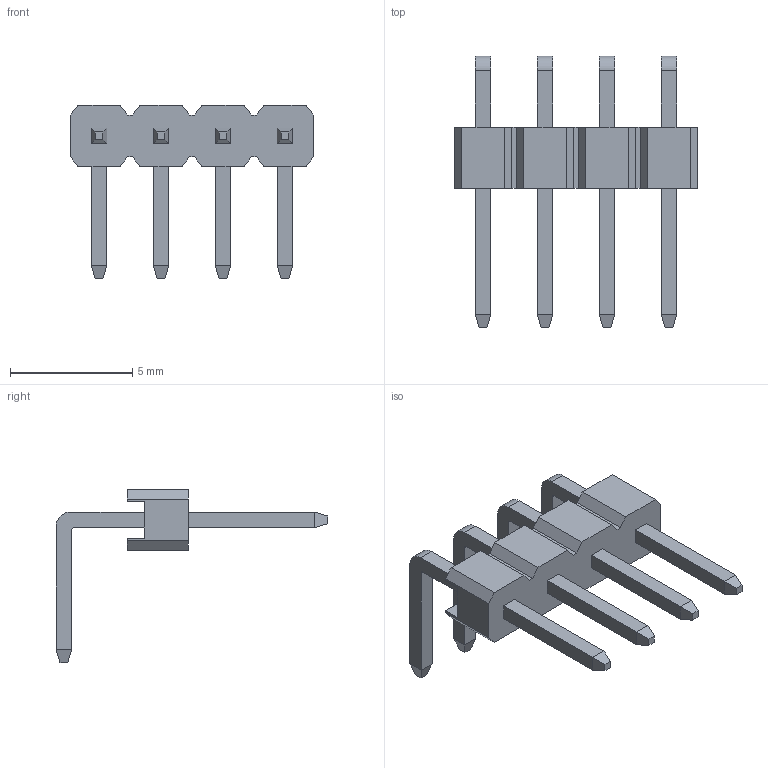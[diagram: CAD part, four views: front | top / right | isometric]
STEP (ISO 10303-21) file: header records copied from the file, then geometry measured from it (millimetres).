
FILE_DESCRIPTION(('STEP AP214'),'1');
FILE_NAME(' ',' ',('TraceParts'),('TraceParts S.A.'),'XStep 1.0',' ',' ');
FILE_SCHEMA(('automotive_design'));
Length unit declared in the file: millimetre
Products named in the file (1): 1
Bounding box: 9.96 x 11.14 x 7.1 mm (x, y, z)
Volume: 71.6 mm3; surface area: 270.9 mm2
Topology: 1 solids, 1 shells, 126 faces, 348 edges, 232 vertices
Faces by surface type: plane 118, cylinder 8
Entity records: 7872 total; most frequent: CARTESIAN_POINT 707, STYLED_ITEM 706, PRESENTATION_STYLE_ASSIGNMENT 706, COLOUR_RGB 706, ORIENTED_EDGE 696, DIRECTION 618, EDGE_CURVE 348, CURVE_STYLE 348
